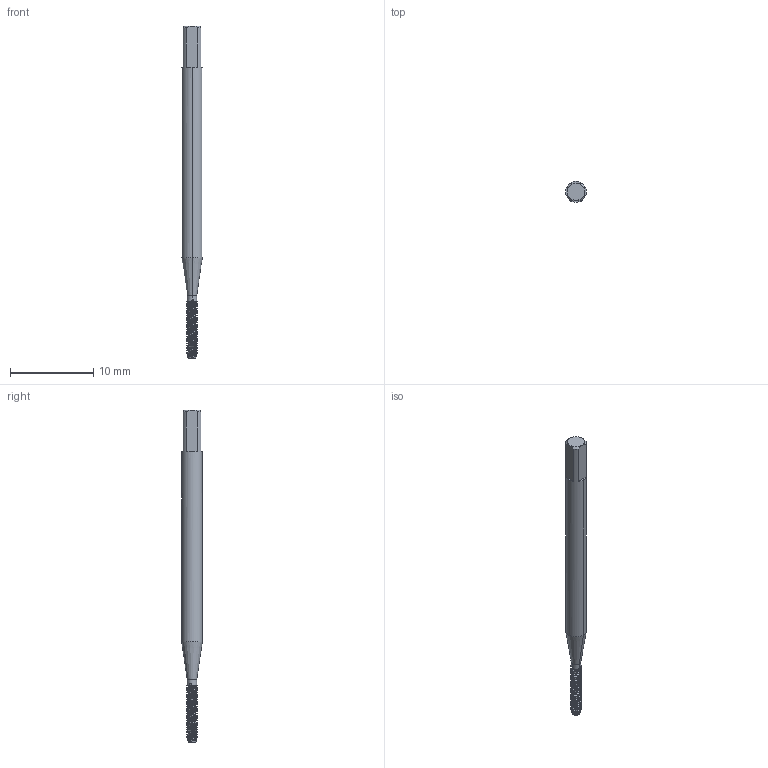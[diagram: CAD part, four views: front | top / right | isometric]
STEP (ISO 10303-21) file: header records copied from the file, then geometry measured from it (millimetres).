
FILE_DESCRIPTION(('no description'),'unknown implementation level');
FILE_NAME('solidEpNcd15mmFvf_2VdLKLbuUaq928_1.STP',' ',('CIM GmbH Aachen'),('CADClick - KiM GmbH - www.kimweb.de'),'unknown preprocess','ACIS','unknown authorization');
FILE_SCHEMA(('automotive_design'));
Length unit declared in the file: millimetre
Products named in the file (2): 1; 2
Bounding box: 2.5 x 2.5 x 40 mm (x, y, z)
Volume: 152.5 mm3; surface area: 330 mm2
Topology: 2 solids, 2 shells, 652 faces, 1867 edges, 1216 vertices
Faces by surface type: cone 249, cylinder 227, bspline 150, plane 17, revolution 9
Entity records: 98975 total; most frequent: CARTESIAN_POINT 63452, STYLED_ITEM 3734, PRESENTATION_STYLE_ASSIGNMENT 3734, COLOUR_RGB 3734, ORIENTED_EDGE 3728, DIRECTION 2312, EDGE_CURVE 1864, CURVE_STYLE 1864
